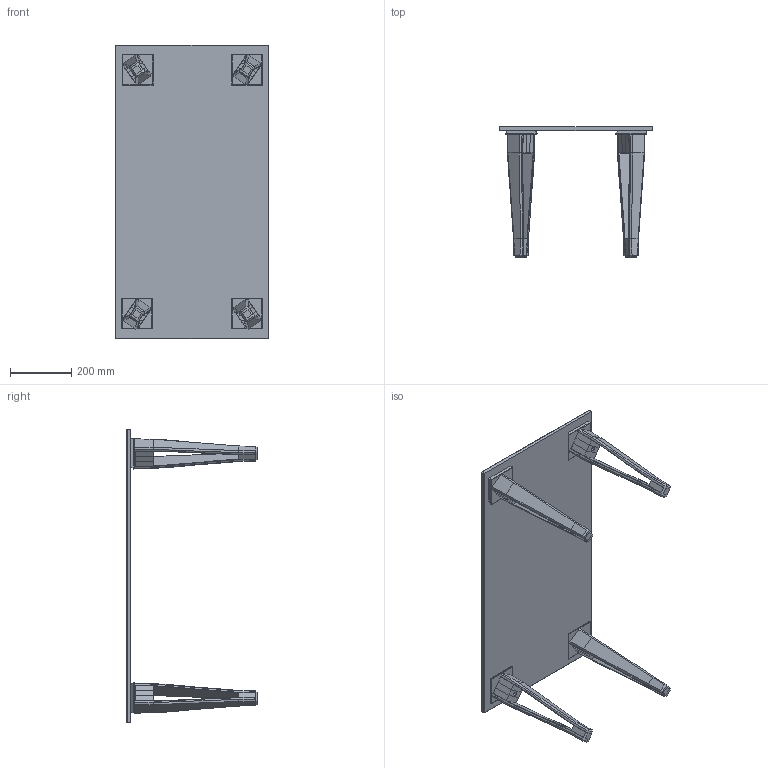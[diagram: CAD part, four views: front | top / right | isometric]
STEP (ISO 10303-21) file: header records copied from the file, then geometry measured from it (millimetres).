
FILE_DESCRIPTION(/* description */ (''),/* implementation_level */ '2;1');
FILE_NAME(/* name */ 'Quick Table Petit Julie 450mm.step',/* time_stamp */ '2016-05-25T00:25:39+02:00',/* author */ (''),/* organization */ (''),/* preprocessor_version */ 'ST-DEVELOPER v16.5',/* originating_system */ 'Autodesk Translation Framework v5.0.0.3310',/* authorisation */ '');
FILE_SCHEMA (('AUTOMOTIVE_DESIGN { 1 0 10303 214 3 1 1 }'));
Length unit declared in the file: centimetre
Products named in the file (12): Quick Table Petit Julie 450mm v5; Top; Quick Foot 400mm 12mm v1; Quick Foot 400mm 12mm v1_1; Quick Foot 400mm 12mm v1_2; Quick Foot 400mm 12mm v1_3; Square Base w M12 Screw; Component4; Square Base Solid; Tapered Long; M12 Screw; Foot Mount
Assembly tree (37 placements, depth 3):
  Quick Table Petit Julie 450mm v5
    Top
    Quick Foot 400mm 12mm v1
      Square Base w M12 Screw
      Square Base Solid  x2
      Tapered Long  x2
      Component4
      M12 Screw
    Foot Mount  x4
    Quick Foot 400mm 12mm v1_1
      Square Base w M12 Screw
      Square Base Solid  x2
      Tapered Long  x2
      Component4
      M12 Screw
    Quick Foot 400mm 12mm v1_2
      Square Base w M12 Screw
      Square Base Solid  x2
      Tapered Long  x2
      Component4
      M12 Screw
    Quick Foot 400mm 12mm v1_3
      Square Base w M12 Screw
      Square Base Solid  x2
      Tapered Long  x2
      Component4
      M12 Screw
Bounding box: 500 x 426 x 960 mm (x, y, z)
Volume: 8877098 mm3; surface area: 1633482.9 mm2
Topology: 33 solids, 33 shells, 559 faces, 1343 edges, 850 vertices
Faces by surface type: plane 423, bspline 72, cylinder 60, cone 4
Full cylindrical faces by diameter (mm): 11.833 x44, 12 x8
Entity records: 6124 total; most frequent: CARTESIAN_POINT 3493, DIRECTION 504, ORIENTED_EDGE 450, EDGE_CURVE 225, LINE 196, VECTOR 196, AXIS2_PLACEMENT_3D 154, VERTEX_POINT 139
